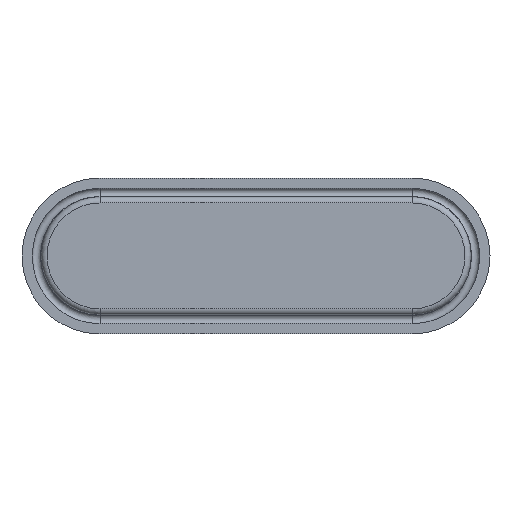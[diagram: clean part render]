
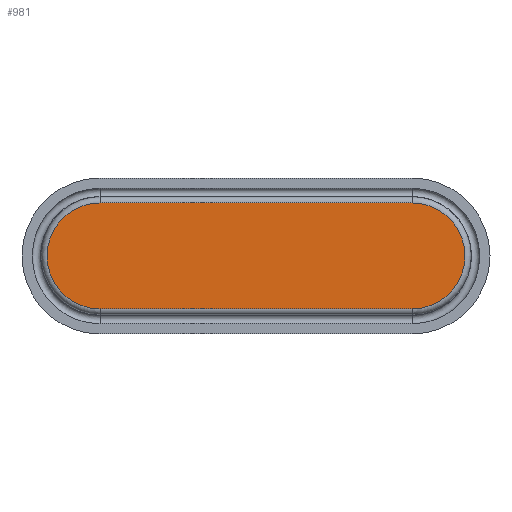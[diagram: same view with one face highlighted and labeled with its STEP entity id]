
A CAD part, top view. The second image highlights one B-rep face of the part: STEP entity #981.
In plain terms, the highlighted planar face has unit normal (0, 0, 1).
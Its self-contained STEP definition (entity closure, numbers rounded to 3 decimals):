
#31=PLANE('',#1090);
#64=LINE('',#1578,#150);
#65=LINE('',#1592,#151);
#150=VECTOR('',#1237,10.);
#151=VECTOR('',#1256,10.);
#262=FACE_OUTER_BOUND('',#333,.T.);
#333=EDGE_LOOP('',(#722,#723,#724,#725));
#405=CIRCLE('',#1081,9.);
#407=CIRCLE('',#1084,9.);
#461=VERTEX_POINT('',#1571);
#464=VERTEX_POINT('',#1576);
#465=VERTEX_POINT('',#1580);
#468=VERTEX_POINT('',#1587);
#546=EDGE_CURVE('',#464,#461,#64,.T.);
#549=EDGE_CURVE('',#461,#465,#405,.T.);
#551=EDGE_CURVE('',#468,#464,#407,.T.);
#553=EDGE_CURVE('',#465,#468,#65,.T.);
#722=ORIENTED_EDGE('',*,*,#546,.F.);
#723=ORIENTED_EDGE('',*,*,#551,.F.);
#724=ORIENTED_EDGE('',*,*,#553,.F.);
#725=ORIENTED_EDGE('',*,*,#549,.F.);
#981=ADVANCED_FACE('',(#262),#31,.T.);
#1081=AXIS2_PLACEMENT_3D('',#1584,#1244,#1245);
#1084=AXIS2_PLACEMENT_3D('',#1589,#1250,#1251);
#1090=AXIS2_PLACEMENT_3D('',#1604,#1268,#1269);
#1237=DIRECTION('',(1.,0.,0.));
#1244=DIRECTION('center_axis',(0.,0.,-1.));
#1245=DIRECTION('ref_axis',(1.,0.,0.));
#1250=DIRECTION('center_axis',(0.,0.,-1.));
#1251=DIRECTION('ref_axis',(-1.,0.,0.));
#1256=DIRECTION('',(-1.,0.,0.));
#1268=DIRECTION('center_axis',(0.,0.,1.));
#1269=DIRECTION('ref_axis',(1.,0.,0.));
#1571=CARTESIAN_POINT('',(32.521,23.713,12.));
#1576=CARTESIAN_POINT('',(-20.479,23.713,12.));
#1578=CARTESIAN_POINT('',(34.845,23.713,12.));
#1580=CARTESIAN_POINT('',(32.521,5.713,12.));
#1584=CARTESIAN_POINT('Origin',(32.521,14.713,12.));
#1587=CARTESIAN_POINT('',(-20.479,5.713,12.));
#1589=CARTESIAN_POINT('Origin',(-20.479,14.713,12.));
#1592=CARTESIAN_POINT('',(8.345,5.713,12.));
#1604=CARTESIAN_POINT('Origin',(37.168,14.713,12.));
